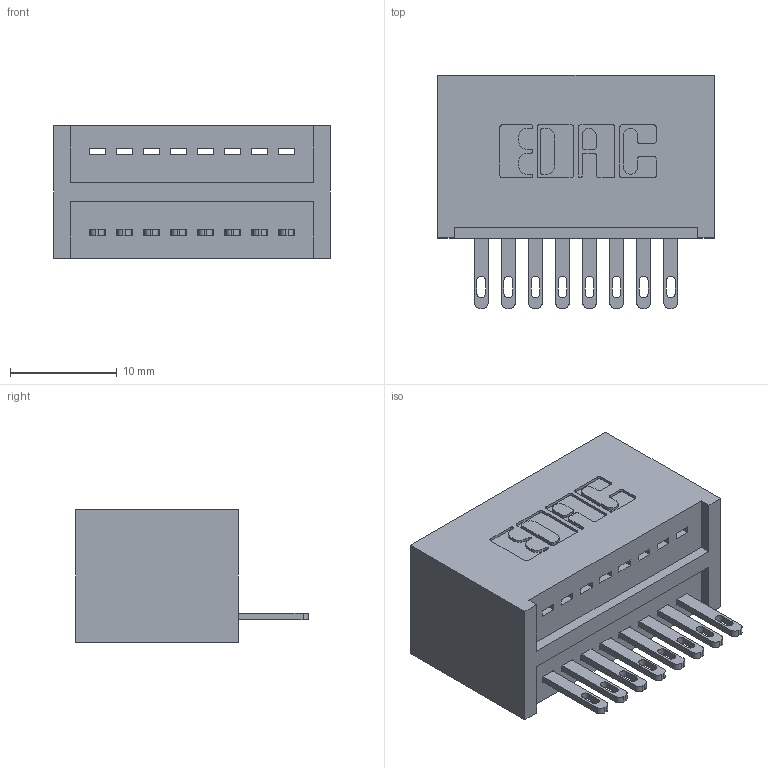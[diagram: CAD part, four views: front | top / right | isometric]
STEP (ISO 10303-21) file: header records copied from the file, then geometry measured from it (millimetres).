
FILE_DESCRIPTION (( 'STEP AP203' ), '1' );
FILE_NAME ('325-008-500-101.STEP', '2020-02-24T14:46:52', ( '' ), ( '' ), 'SwSTEP 2.0', 'SolidWorks 2016', '' );
FILE_SCHEMA (( 'CONFIG_CONTROL_DESIGN' ));
Length unit declared in the file: inch
Products named in the file (3): 325-008-500-101; 325-292-001_325-293-100; 325 Part_Lugless
Assembly tree (9 placements, depth 2):
  325-008-500-101
    325 Part_Lugless
    325-292-001_325-293-100  x8
Bounding box: 25.96 x 21.84 x 12.45 mm (x, y, z)
Volume: 3604.7 mm3; surface area: 3870.5 mm2
Topology: 9 solids, 9 shells, 538 faces, 1631 edges, 1086 vertices
Faces by surface type: plane 354, cylinder 184
Entity records: 8941 total; most frequent: CARTESIAN_POINT 1554, ORIENTED_EDGE 1498, DIRECTION 1373, EDGE_CURVE 749, LINE 625, VECTOR 625, VERTEX_POINT 498, AXIS2_PLACEMENT_3D 374
